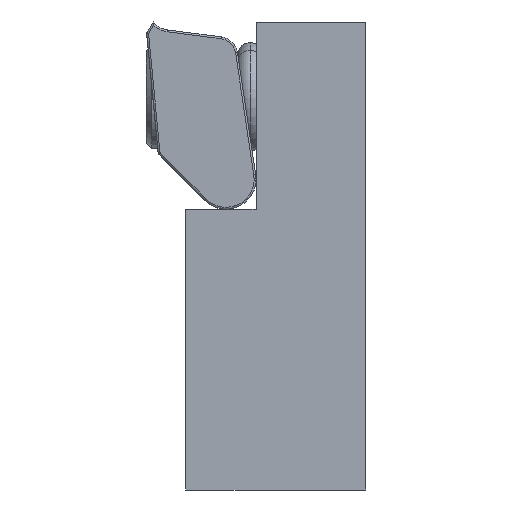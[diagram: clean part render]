
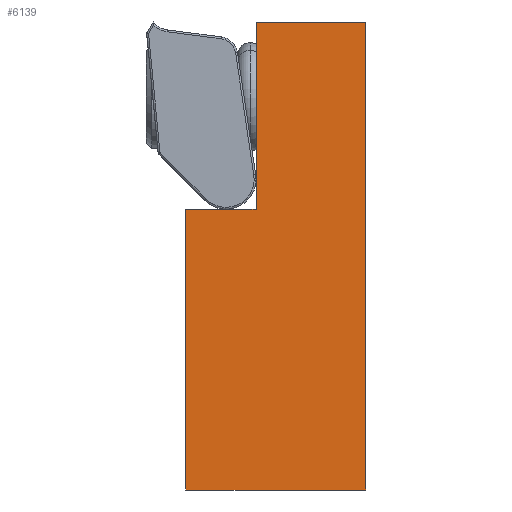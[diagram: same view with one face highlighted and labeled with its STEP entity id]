
A CAD part, left-side view. The second image highlights one B-rep face of the part: STEP entity #6139.
In plain terms, the highlighted planar face has unit normal (-1, 0, 0).
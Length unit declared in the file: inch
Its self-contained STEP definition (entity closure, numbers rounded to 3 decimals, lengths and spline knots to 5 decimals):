
#295 = CARTESIAN_POINT ( 'NONE',  ( -2.875, -0.1875, 0.75 ) ) ;
#665 = EDGE_CURVE ( 'NONE', #10864, #11611, #3405, .T. ) ;
#1221 = LINE ( 'NONE', #295, #5174 ) ;
#1457 = DIRECTION ( 'NONE',  ( 0., -1., 0. ) ) ;
#1568 = ORIENTED_EDGE ( 'NONE', *, *, #12755, .F. ) ;
#1948 = DIRECTION ( 'NONE',  ( 0., 0., -1. ) ) ;
#2326 = CARTESIAN_POINT ( 'NONE',  ( -2.875, -0.48, 0. ) ) ;
#2627 = CARTESIAN_POINT ( 'NONE',  ( -2.875, -0.1875, 1.25 ) ) ;
#2756 = LINE ( 'NONE', #15501, #5201 ) ;
#2801 = VERTEX_POINT ( 'NONE', #12761 ) ;
#3405 = LINE ( 'NONE', #2627, #3432 ) ;
#3407 = VECTOR ( 'NONE', #12980, 39.37008 ) ;
#3432 = VECTOR ( 'NONE', #8874, 39.37008 ) ;
#3436 = EDGE_CURVE ( 'NONE', #11611, #14048, #9933, .T. ) ;
#3641 = ORIENTED_EDGE ( 'NONE', *, *, #665, .F. ) ;
#3669 = DIRECTION ( 'NONE',  ( 1., 0., 0. ) ) ;
#5166 = CARTESIAN_POINT ( 'NONE',  ( -2.875, -0.48, 1.25 ) ) ;
#5174 = VECTOR ( 'NONE', #1457, 39.37008 ) ;
#5201 = VECTOR ( 'NONE', #1948, 39.37008 ) ;
#5560 = ORIENTED_EDGE ( 'NONE', *, *, #11615, .F. ) ;
#6139 = ADVANCED_FACE ( 'NONE', ( #7842 ), #11105, .F. ) ;
#6213 = CARTESIAN_POINT ( 'NONE',  ( -2.875, 0., 0. ) ) ;
#7259 = DIRECTION ( 'NONE',  ( 0., -1., 0. ) ) ;
#7334 = CARTESIAN_POINT ( 'NONE',  ( -2.875, 0., 1.25 ) ) ;
#7842 = FACE_OUTER_BOUND ( 'NONE', #14621, .T. ) ;
#7970 = ORIENTED_EDGE ( 'NONE', *, *, #15576, .F. ) ;
#8067 = CARTESIAN_POINT ( 'NONE',  ( -2.875, -0.1875, 1.25 ) ) ;
#8140 = CARTESIAN_POINT ( 'NONE',  ( -2.875, 0., 0.75 ) ) ;
#8157 = VECTOR ( 'NONE', #13712, 39.37008 ) ;
#8711 = LINE ( 'NONE', #6213, #8157 ) ;
#8874 = DIRECTION ( 'NONE',  ( 0., 0., 1. ) ) ;
#9415 = AXIS2_PLACEMENT_3D ( 'NONE', #7334, #3669, #12358 ) ;
#9933 = LINE ( 'NONE', #5166, #9964 ) ;
#9964 = VECTOR ( 'NONE', #7259, 39.37008 ) ;
#10125 = ORIENTED_EDGE ( 'NONE', *, *, #3436, .F. ) ;
#10383 = LINE ( 'NONE', #8140, #3407 ) ;
#10550 = VERTEX_POINT ( 'NONE', #10552 ) ;
#10552 = CARTESIAN_POINT ( 'NONE',  ( -2.875, 0., 0.75 ) ) ;
#10864 = VERTEX_POINT ( 'NONE', #13735 ) ;
#11105 = PLANE ( 'NONE',  #9415 ) ;
#11490 = EDGE_CURVE ( 'NONE', #13837, #2801, #8711, .T. ) ;
#11611 = VERTEX_POINT ( 'NONE', #8067 ) ;
#11615 = EDGE_CURVE ( 'NONE', #14048, #13837, #2756, .T. ) ;
#12358 = DIRECTION ( 'NONE',  ( 0., 0., -1. ) ) ;
#12755 = EDGE_CURVE ( 'NONE', #2801, #10550, #10383, .T. ) ;
#12761 = CARTESIAN_POINT ( 'NONE',  ( -2.875, 0., 0. ) ) ;
#12980 = DIRECTION ( 'NONE',  ( 0., 0., 1. ) ) ;
#13144 = CARTESIAN_POINT ( 'NONE',  ( -2.875, -0.48, 1.25 ) ) ;
#13244 = ORIENTED_EDGE ( 'NONE', *, *, #11490, .F. ) ;
#13712 = DIRECTION ( 'NONE',  ( 0., 1., 0. ) ) ;
#13735 = CARTESIAN_POINT ( 'NONE',  ( -2.875, -0.1875, 0.75 ) ) ;
#13837 = VERTEX_POINT ( 'NONE', #2326 ) ;
#14048 = VERTEX_POINT ( 'NONE', #13144 ) ;
#14621 = EDGE_LOOP ( 'NONE', ( #1568, #13244, #5560, #10125, #3641, #7970 ) ) ;
#15501 = CARTESIAN_POINT ( 'NONE',  ( -2.875, -0.48, 0. ) ) ;
#15576 = EDGE_CURVE ( 'NONE', #10550, #10864, #1221, .T. ) ;
